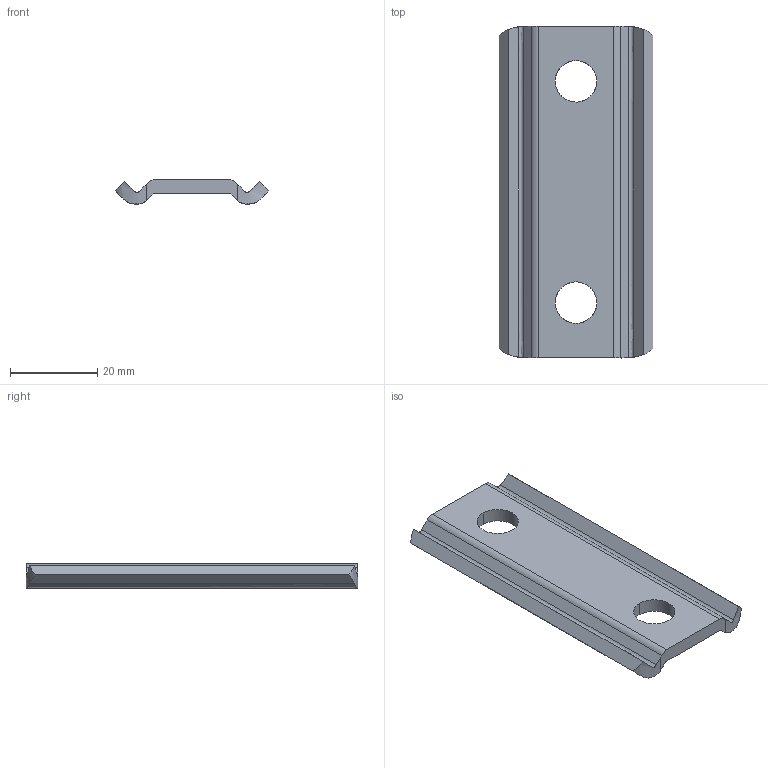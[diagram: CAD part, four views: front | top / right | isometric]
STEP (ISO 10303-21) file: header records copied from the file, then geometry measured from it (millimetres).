
FILE_DESCRIPTION(('TurboCAD Mac Pro'),'Build 980');
FILE_NAME('P4908.stp',' ',(''),(''),'ACIS Interop','IMSI','TurboCAD Mac Pro BY IMSI, INCORPORATED');
FILE_SCHEMA(('automotive_design'));
Length unit declared in the file: inch
Products named in the file (1): 1
Bounding box: 35.3 x 76.2 x 5.56 mm (x, y, z)
Volume: 8029.6 mm3; surface area: 6221.6 mm2
Topology: 1 solids, 1 shells, 36 faces, 102 edges, 68 vertices
Faces by surface type: bspline 20, plane 15, cylinder 1
Entity records: 1624 total; most frequent: CARTESIAN_POINT 527, ORIENTED_EDGE 204, EDGE_CURVE 102, DIRECTION 86, VERTEX_POINT 68, B_SPLINE_CURVE_WITH_KNOTS 52, LINE 48, VECTOR 48
